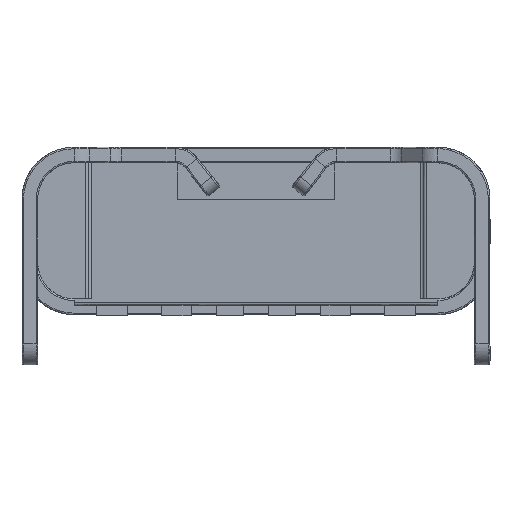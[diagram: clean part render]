
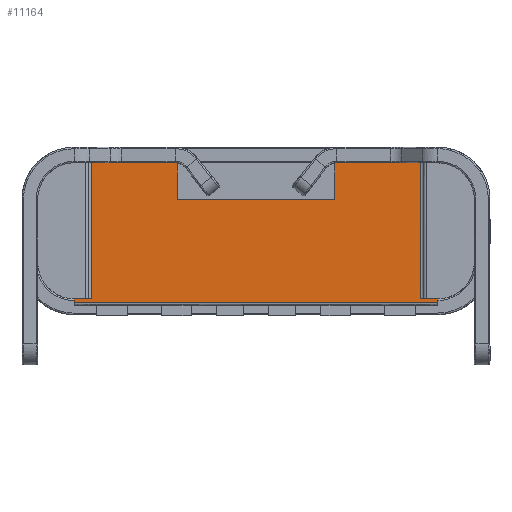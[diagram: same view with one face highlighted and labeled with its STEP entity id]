
A CAD part, front view. The second image highlights one B-rep face of the part: STEP entity #11164.
In plain terms, the highlighted free-form (B-spline) face has degree [1, 1] with [2, 2] control points.
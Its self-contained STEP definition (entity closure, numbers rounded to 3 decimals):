
#1931 = VERTEX_POINT('',#1932);
#1932 = CARTESIAN_POINT('',(-3.43,-2.751,
    1.279));
#1937 = EDGE_CURVE('',#1938,#1931,#1940,.T.);
#1938 = VERTEX_POINT('',#1939);
#1939 = CARTESIAN_POINT('',(-3.113,-2.751,
    1.279));
#1940 = B_SPLINE_CURVE_WITH_KNOTS('',1,(#1941,#1942),.UNSPECIFIED.,.F.,
  .F.,(2,2),(6.543,6.859),.PIECEWISE_BEZIER_KNOTS.);
#1941 = CARTESIAN_POINT('',(-3.113,-2.751,
    1.279));
#1942 = CARTESIAN_POINT('',(-3.43,-2.751,
    1.279));
#1983 = VERTEX_POINT('',#1984);
#1984 = CARTESIAN_POINT('',(3.113,-2.751,
    1.279));
#1990 = EDGE_CURVE('',#1991,#1983,#1993,.T.);
#1991 = VERTEX_POINT('',#1992);
#1992 = CARTESIAN_POINT('',(3.43,-2.751,
    1.279));
#1993 = B_SPLINE_CURVE_WITH_KNOTS('',1,(#1994,#1995),.UNSPECIFIED.,.F.,
  .F.,(2,2),(0.,0.316),.PIECEWISE_BEZIER_KNOTS.);
#1994 = CARTESIAN_POINT('',(3.43,-2.751,
    1.279));
#1995 = CARTESIAN_POINT('',(3.113,-2.751,
    1.279));
#2046 = EDGE_CURVE('',#2047,#2049,#2051,.T.);
#2047 = VERTEX_POINT('',#2048);
#2048 = CARTESIAN_POINT('',(3.113,-2.751,
    3.848));
#2049 = VERTEX_POINT('',#2050);
#2050 = CARTESIAN_POINT('',(2.682,-2.751,
    3.848));
#2051 = B_SPLINE_CURVE_WITH_KNOTS('',1,(#2052,#2053),.UNSPECIFIED.,.F.,
  .F.,(2,2),(-6.276,-5.845),.PIECEWISE_BEZIER_KNOTS.);
#2052 = CARTESIAN_POINT('',(3.113,-2.751,
    3.848));
#2053 = CARTESIAN_POINT('',(2.682,-2.751,
    3.848));
#2101 = VERTEX_POINT('',#2102);
#2102 = CARTESIAN_POINT('',(-3.113,-2.751,
    3.848));
#2108 = EDGE_CURVE('',#2109,#2101,#2111,.T.);
#2109 = VERTEX_POINT('',#2110);
#2110 = CARTESIAN_POINT('',(-2.682,-2.751,
    3.848));
#2111 = B_SPLINE_CURVE_WITH_KNOTS('',1,(#2112,#2113),.UNSPECIFIED.,.F.,
  .F.,(2,2),(-0.481,-0.049),
  .PIECEWISE_BEZIER_KNOTS.);
#2112 = CARTESIAN_POINT('',(-2.682,-2.751,
    3.848));
#2113 = CARTESIAN_POINT('',(-3.113,-2.751,
    3.848));
#10983 = VERTEX_POINT('',#10984);
#10984 = CARTESIAN_POINT('',(1.483,-2.751,
    3.848));
#10989 = EDGE_CURVE('',#2049,#10983,#10990,.T.);
#10990 = B_SPLINE_CURVE_WITH_KNOTS('',1,(#10991,#10992),.UNSPECIFIED.,
  .F.,.F.,(2,2),(-5.845,-4.645),
  .PIECEWISE_BEZIER_KNOTS.);
#10991 = CARTESIAN_POINT('',(2.682,-2.751,
    3.848));
#10992 = CARTESIAN_POINT('',(1.483,-2.751,
    3.848));
#11062 = EDGE_CURVE('',#11063,#2109,#11065,.T.);
#11063 = VERTEX_POINT('',#11064);
#11064 = CARTESIAN_POINT('',(-1.483,-2.751,
    3.848));
#11065 = B_SPLINE_CURVE_WITH_KNOTS('',1,(#11066,#11067),.UNSPECIFIED.,
  .F.,.F.,(2,2),(-1.68,-0.481),
  .PIECEWISE_BEZIER_KNOTS.);
#11066 = CARTESIAN_POINT('',(-1.483,-2.751,
    3.848));
#11067 = CARTESIAN_POINT('',(-2.682,-2.751,
    3.848));
#11086 = EDGE_CURVE('',#11063,#11087,#11089,.T.);
#11087 = VERTEX_POINT('',#11088);
#11088 = CARTESIAN_POINT('',(-1.483,-2.751,
    3.156));
#11089 = B_SPLINE_CURVE_WITH_KNOTS('',1,(#11090,#11091),.UNSPECIFIED.,
  .F.,.F.,(2,2),(-2.886,-2.194),
  .PIECEWISE_BEZIER_KNOTS.);
#11090 = CARTESIAN_POINT('',(-1.483,-2.751,
    3.848));
#11091 = CARTESIAN_POINT('',(-1.483,-2.751,
    3.156));
#11108 = EDGE_CURVE('',#11109,#11087,#11111,.T.);
#11109 = VERTEX_POINT('',#11110);
#11110 = CARTESIAN_POINT('',(1.483,-2.751,
    3.156));
#11111 = B_SPLINE_CURVE_WITH_KNOTS('',1,(#11112,#11113),.UNSPECIFIED.,
  .F.,.F.,(2,2),(-1.483,1.483),
  .PIECEWISE_BEZIER_KNOTS.);
#11112 = CARTESIAN_POINT('',(1.483,-2.751,
    3.156));
#11113 = CARTESIAN_POINT('',(-1.483,-2.751,
    3.156));
#11135 = EDGE_CURVE('',#10983,#11109,#11136,.T.);
#11136 = B_SPLINE_CURVE_WITH_KNOTS('',1,(#11137,#11138),.UNSPECIFIED.,
  .F.,.F.,(2,2),(-2.886,-2.194),
  .PIECEWISE_BEZIER_KNOTS.);
#11137 = CARTESIAN_POINT('',(1.483,-2.751,
    3.848));
#11138 = CARTESIAN_POINT('',(1.483,-2.751,
    3.156));
#11164 = ADVANCED_FACE('',(#11165),#11205,.F.);
#11165 = FACE_BOUND('',#11166,.T.);
#11166 = EDGE_LOOP('',(#11167,#11174,#11181,#11186,#11187,#11192,#11193,
    #11194,#11195,#11196,#11197,#11198,#11199,#11204));
#11167 = ORIENTED_EDGE('',*,*,#11168,.F.);
#11168 = EDGE_CURVE('',#11169,#1931,#11171,.T.);
#11169 = VERTEX_POINT('',#11170);
#11170 = CARTESIAN_POINT('',(-3.43,-2.751,
    1.209));
#11171 = B_SPLINE_CURVE_WITH_KNOTS('',1,(#11172,#11173),.UNSPECIFIED.,
  .F.,.F.,(2,2),(0.049,0.119),
  .PIECEWISE_BEZIER_KNOTS.);
#11172 = CARTESIAN_POINT('',(-3.43,-2.751,
    1.209));
#11173 = CARTESIAN_POINT('',(-3.43,-2.751,
    1.279));
#11174 = ORIENTED_EDGE('',*,*,#11175,.T.);
#11175 = EDGE_CURVE('',#11169,#11176,#11178,.T.);
#11176 = VERTEX_POINT('',#11177);
#11177 = CARTESIAN_POINT('',(3.43,-2.751,
    1.209));
#11178 = B_SPLINE_CURVE_WITH_KNOTS('',1,(#11179,#11180),.UNSPECIFIED.,
  .F.,.F.,(2,2),(-6.859,0.),.PIECEWISE_BEZIER_KNOTS.);
#11179 = CARTESIAN_POINT('',(-3.43,-2.751,
    1.209));
#11180 = CARTESIAN_POINT('',(3.43,-2.751,
    1.209));
#11181 = ORIENTED_EDGE('',*,*,#11182,.T.);
#11182 = EDGE_CURVE('',#11176,#1991,#11183,.T.);
#11183 = B_SPLINE_CURVE_WITH_KNOTS('',1,(#11184,#11185),.UNSPECIFIED.,
  .F.,.F.,(2,2),(0.049,0.119),
  .PIECEWISE_BEZIER_KNOTS.);
#11184 = CARTESIAN_POINT('',(3.43,-2.751,
    1.209));
#11185 = CARTESIAN_POINT('',(3.43,-2.751,
    1.279));
#11186 = ORIENTED_EDGE('',*,*,#1990,.T.);
#11187 = ORIENTED_EDGE('',*,*,#11188,.T.);
#11188 = EDGE_CURVE('',#1983,#2047,#11189,.T.);
#11189 = B_SPLINE_CURVE_WITH_KNOTS('',1,(#11190,#11191),.UNSPECIFIED.,
  .F.,.F.,(2,2),(-2.57,0.),.PIECEWISE_BEZIER_KNOTS.);
#11190 = CARTESIAN_POINT('',(3.113,-2.751,
    1.279));
#11191 = CARTESIAN_POINT('',(3.113,-2.751,
    3.848));
#11192 = ORIENTED_EDGE('',*,*,#2046,.T.);
#11193 = ORIENTED_EDGE('',*,*,#10989,.T.);
#11194 = ORIENTED_EDGE('',*,*,#11135,.T.);
#11195 = ORIENTED_EDGE('',*,*,#11108,.T.);
#11196 = ORIENTED_EDGE('',*,*,#11086,.F.);
#11197 = ORIENTED_EDGE('',*,*,#11062,.T.);
#11198 = ORIENTED_EDGE('',*,*,#2108,.T.);
#11199 = ORIENTED_EDGE('',*,*,#11200,.T.);
#11200 = EDGE_CURVE('',#2101,#1938,#11201,.T.);
#11201 = B_SPLINE_CURVE_WITH_KNOTS('',1,(#11202,#11203),.UNSPECIFIED.,
  .F.,.F.,(2,2),(-2.57,0.),
  .PIECEWISE_BEZIER_KNOTS.);
#11202 = CARTESIAN_POINT('',(-3.113,-2.751,
    3.848));
#11203 = CARTESIAN_POINT('',(-3.113,-2.751,
    1.279));
#11204 = ORIENTED_EDGE('',*,*,#1937,.T.);
#11205 = B_SPLINE_SURFACE_WITH_KNOTS('',1,1,(
    (#11206,#11207)
    ,(#11208,#11209
    )),.UNSPECIFIED.,.F.,.F.,.F.,(2,2),(2,2),(1.177,
    3.816),(-5.011,1.848),
  .PIECEWISE_BEZIER_KNOTS.);
#11206 = CARTESIAN_POINT('',(-3.43,-2.751,
    1.209));
#11207 = CARTESIAN_POINT('',(3.43,-2.751,
    1.209));
#11208 = CARTESIAN_POINT('',(-3.43,-2.751,
    3.848));
#11209 = CARTESIAN_POINT('',(3.43,-2.751,
    3.848));
